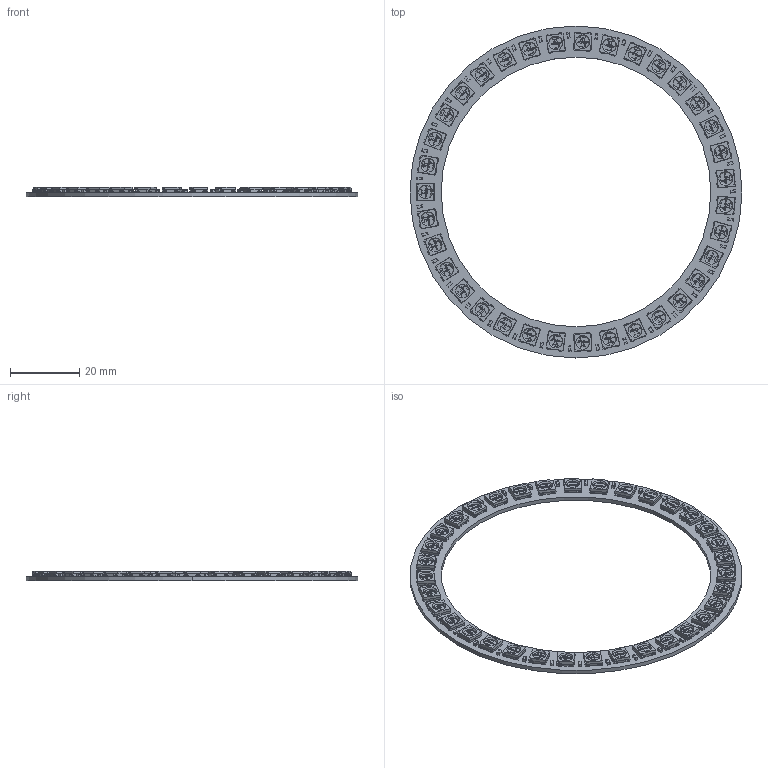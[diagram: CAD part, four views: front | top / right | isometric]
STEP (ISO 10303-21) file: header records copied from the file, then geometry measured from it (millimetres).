
FILE_DESCRIPTION (( 'STEP AP214' ), '1' );
FILE_NAME ('WS2812 35led Ring PCB 96mm.STEP', '2022-11-14T14:55:34', ( 'Elessar' ), ( '' ), 'SwSTEP 2.0', 'SolidWorks 2018', '' );
FILE_SCHEMA (( 'AUTOMOTIVE_DESIGN' ));
Length unit declared in the file: millimetre
Products named in the file (4): WS2812B^WS2812 35led Ring PCB 96mm; CAP0603^WS2812 35led Ring PCB 96mm; WS2812 35led Ring PCB 96mm; PCB^WS2812 35led Ring PCB 96mm
Assembly tree (71 placements, depth 2):
  WS2812 35led Ring PCB 96mm
    PCB^WS2812 35led Ring PCB 96mm
    WS2812B^WS2812 35led Ring PCB 96mm  x35
    CAP0603^WS2812 35led Ring PCB 96mm  x35
Bounding box: 96 x 96 x 2.77 mm (x, y, z)
Volume: 4101.6 mm3; surface area: 9921 mm2
Topology: 351 solids, 351 shells, 7146 faces, 17442 edges, 11068 vertices
Faces by surface type: plane 5602, cylinder 1474, cone 70
Entity records: 7472 total; most frequent: DIRECTION 1172, CARTESIAN_POINT 1118, ORIENTED_EDGE 1020, EDGE_CURVE 510, LINE 416, VECTOR 416, AXIS2_PLACEMENT_3D 378, VERTEX_POINT 324
